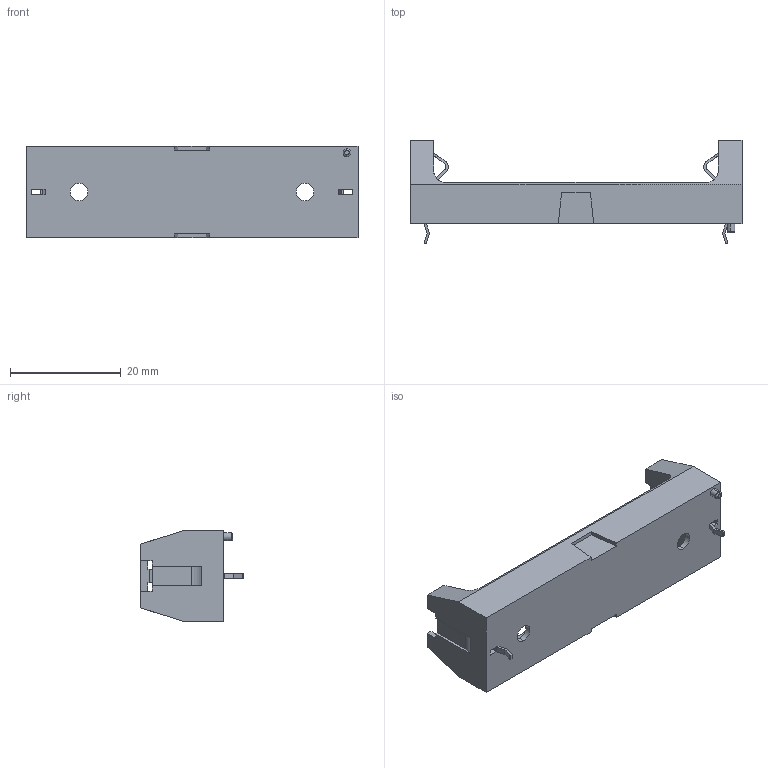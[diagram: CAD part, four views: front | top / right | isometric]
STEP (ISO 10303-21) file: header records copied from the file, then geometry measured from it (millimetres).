
FILE_DESCRIPTION (( 'STEP AP214' ), '1' );
FILE_NAME ('6S-AA.STEP', '2019-12-04T11:08:40', ( '' ), ( '' ), 'SwSTEP 2.0', 'SolidWorks 2017', '' );
FILE_SCHEMA (( 'AUTOMOTIVE_DESIGN' ));
Length unit declared in the file: millimetre
Products named in the file (1): 6S-AA
Bounding box: 60 x 18.71 x 16.5 mm (x, y, z)
Volume: 3851.9 mm3; surface area: 4988.9 mm2
Topology: 3 solids, 3 shells, 185 faces, 532 edges, 350 vertices
Faces by surface type: plane 155, cylinder 28, torus 2
Entity records: 6146 total; most frequent: CARTESIAN_POINT 1240, ORIENTED_EDGE 1064, DIRECTION 928, EDGE_CURVE 532, VECTOR 452, LINE 452, VERTEX_POINT 350, AXIS2_PLACEMENT_3D 238
